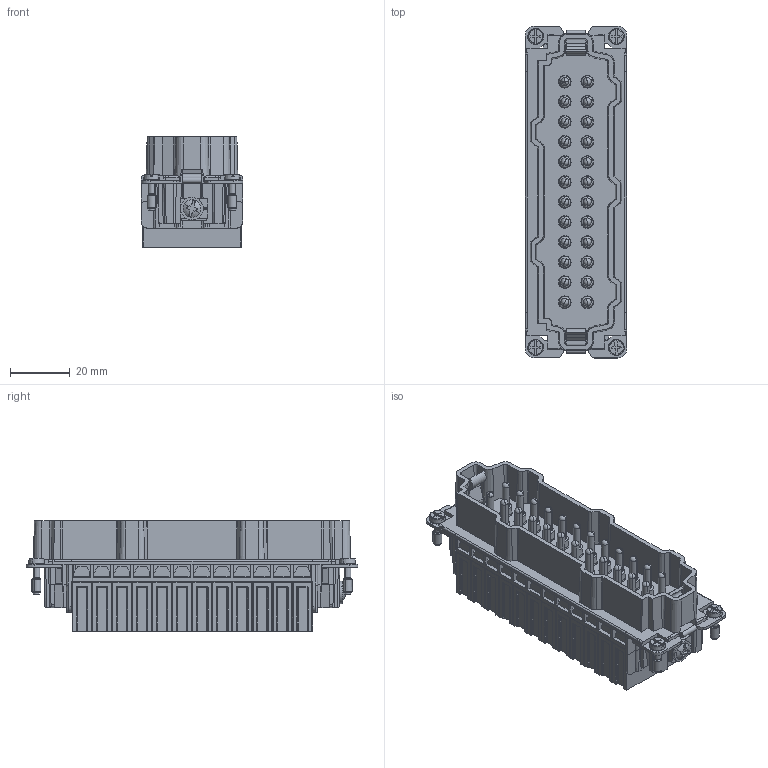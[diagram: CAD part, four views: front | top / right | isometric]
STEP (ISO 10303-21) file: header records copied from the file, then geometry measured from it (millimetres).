
FILE_DESCRIPTION(('CATIA V5 STEP Exchange','CAx-IF Rec.Pracs.--- Model Styling and Organization---1.5--- 2016-08-15','CAx-IF Rec.Pracs.---Supplemental Geometry---1.0---2011-11-01','CAx-IF Rec.Pracs.--- Composite Materials ---1.1---2010-07-15'),'2;1');
FILE_NAME ('1114758-3_1', '2025-08-19T08:33:39+00:00', ('none'), ('Weidmueller'), 'CATIA Version 5-6 Release 2024 SP4', 'CATIA V5 STEP AP214 v3', 'none');
FILE_SCHEMA(('AUTOMOTIVE_DESIGN { 1 0 10303 214 1 1 1 1 }'));
Products named in the file (1): 2667020000
Bounding box: 34 x 111 x 36.9 mm (x, y, z)
Volume: 70672.9 mm3; surface area: 35743 mm2
Topology: 1 solids, 84 shells, 4342 faces, 11791 edges, 7762 vertices
Faces by surface type: plane 2277, cylinder 1386, cone 348, torus 276, extrusion 38, sphere 9, bspline 8
Entity records: 135867 total; most frequent: CARTESIAN_POINT 31278, ORIENTED_EDGE 23572, DIRECTION 17744, EDGE_CURVE 11786, VERTEX_POINT 7762, VECTOR 7451, LINE 7413, AXIS2_PLACEMENT_3D 6722
